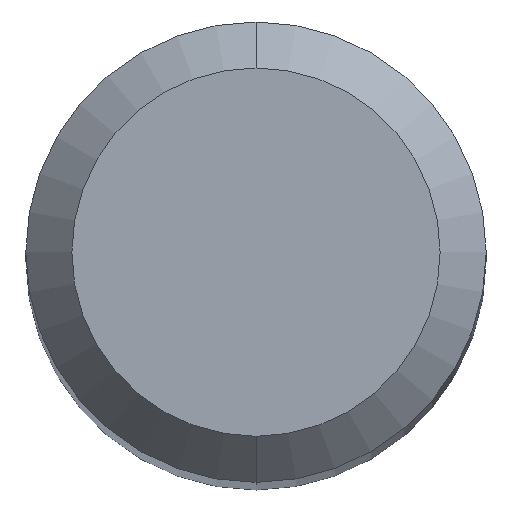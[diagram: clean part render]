
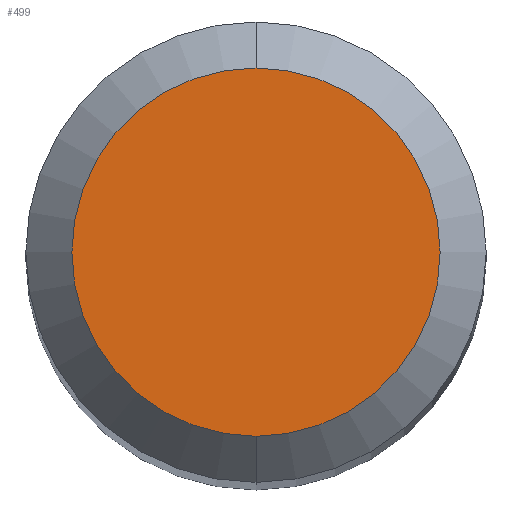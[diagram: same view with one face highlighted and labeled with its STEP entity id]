
A CAD part, top view. The second image highlights one B-rep face of the part: STEP entity #499.
In plain terms, the highlighted planar face has unit normal (0, 0, 1).
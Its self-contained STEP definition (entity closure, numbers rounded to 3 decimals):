
#459=EDGE_CURVE('',#901,#477,#1154,.T.);
#477=VERTEX_POINT('',#1172);
#499=ADVANCED_FACE('',(#1197),#1198,.T.);
#901=VERTEX_POINT('',#1633);
#917=EDGE_CURVE('',#477,#901,#1651,.T.);
#1154=CIRCLE('',#3502,1.2);
#1172=CARTESIAN_POINT('',(0.0,1.2,0.0));
#1197=FACE_OUTER_BOUND('',#3901,.T.);
#1198=PLANE('',#3902);
#1633=CARTESIAN_POINT('',(0.,-1.2,0.0));
#1651=CIRCLE('',#8869,1.2);
#3502=AXIS2_PLACEMENT_3D('',#10521,#10522,#10523);
#3901=EDGE_LOOP('',(#10555,#10556));
#3902=AXIS2_PLACEMENT_3D('',#10557,#10558,#10559);
#8869=AXIS2_PLACEMENT_3D('',#10986,#10987,#10988);
#10521=CARTESIAN_POINT('',(0.0,0.0,0.0));
#10522=DIRECTION('',(0.0,0.0,-1.0));
#10523=DIRECTION('',(0.0,1.0,0.0));
#10555=ORIENTED_EDGE('',*,*,#917,.F.);
#10556=ORIENTED_EDGE('',*,*,#459,.F.);
#10557=CARTESIAN_POINT('',(0.0,0.6,0.0));
#10558=DIRECTION('',(-0.0,0.0,1.0));
#10559=DIRECTION('',(0.0,-1.0,0.0));
#10986=CARTESIAN_POINT('',(0.0,0.0,0.0));
#10987=DIRECTION('',(0.0,0.0,-1.0));
#10988=DIRECTION('',(0.0,1.0,0.0));
